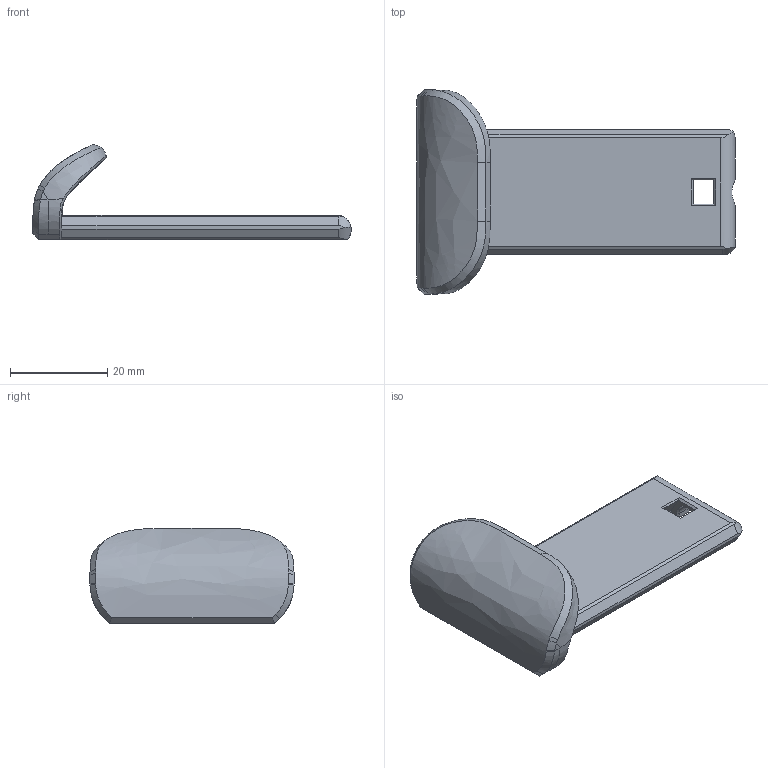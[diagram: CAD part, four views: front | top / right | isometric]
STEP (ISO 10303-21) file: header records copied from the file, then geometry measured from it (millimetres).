
FILE_DESCRIPTION(/* description */ (''),/* implementation_level */ '2;1');
FILE_NAME(/* name */ 'Phone Clamp B.step',/* time_stamp */ '2019-07-26T23:14:03+10:00',/* author */ (''),/* organization */ (''),/* preprocessor_version */ 'ST-DEVELOPER v18',/* originating_system */ 'Autodesk Translation Framework v8.2.0.1029',/* authorisation */ '');
FILE_SCHEMA (('AUTOMOTIVE_DESIGN { 1 0 10303 214 3 1 1 }'));
Length unit declared in the file: millimetre
Products named in the file (2): Phone Clamp; Component1
Assembly tree (1 placements, depth 2):
  Phone Clamp
    Component1
Bounding box: 65.56 x 42 x 19.56 mm (x, y, z)
Volume: 11023.9 mm3; surface area: 5897.6 mm2
Topology: 1 solids, 1 shells, 104 faces, 276 edges, 171 vertices
Faces by surface type: plane 57, bspline 34, cylinder 8, cone 5
Entity records: 4184 total; most frequent: CARTESIAN_POINT 1800, ORIENTED_EDGE 552, DIRECTION 373, EDGE_CURVE 276, LINE 177, VECTOR 177, VERTEX_POINT 171, EDGE_LOOP 105
